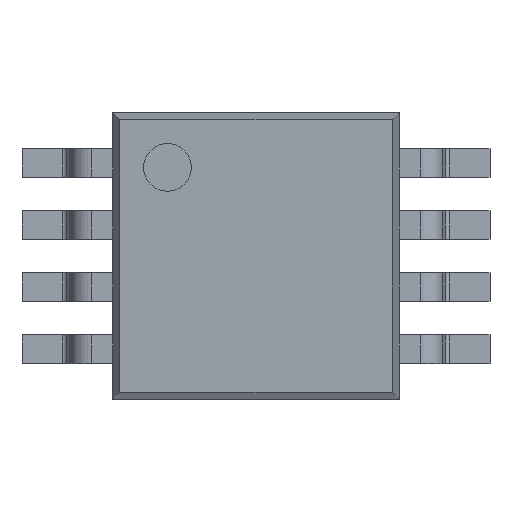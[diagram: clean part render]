
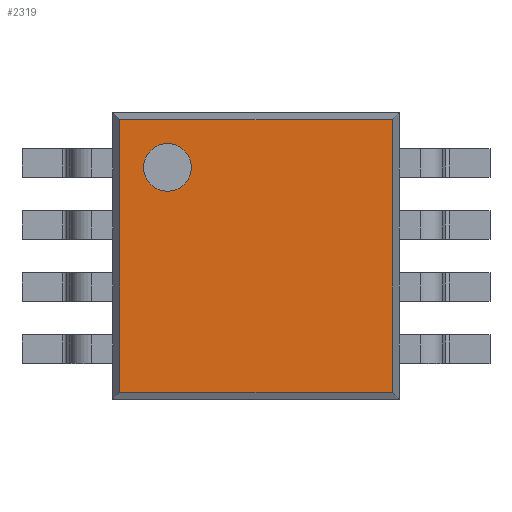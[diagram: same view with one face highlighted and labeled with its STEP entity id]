
A CAD part, top view. The second image highlights one B-rep face of the part: STEP entity #2319.
In plain terms, the highlighted planar face has unit normal (0, 0, 1).
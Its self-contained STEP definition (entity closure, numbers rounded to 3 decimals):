
#27=VECTOR('',#28,1.);
#28=DIRECTION('',(0.,-1.,0.));
#84=VECTOR('',#85,1.);
#85=DIRECTION('',(-1.,0.,0.));
#91=VECTOR('',#92,1.);
#92=DIRECTION('',(0.,1.,0.));
#96=VECTOR('',#97,1.);
#97=DIRECTION('',(1.,0.,0.));
#122=DIRECTION('',(0.,0.,-1.));
#123=DIRECTION('',(0.707,-0.707,0.));
#1324=VERTEX_POINT('',#1325);
#1325=CARTESIAN_POINT('',(1.427,1.427,0.96));
#1327=ORIENTED_EDGE('',*,*,#1328,.F.);
#1328=EDGE_CURVE('',#1329,#1324,#1331,.T.);
#1329=VERTEX_POINT('',#1330);
#1330=CARTESIAN_POINT('',(1.427,-1.427,0.96));
#1331=LINE('',#1330,#91);
#1342=VERTEX_POINT('',#1343);
#1343=CARTESIAN_POINT('',(-1.427,1.427,0.96));
#1345=ORIENTED_EDGE('',*,*,#1346,.F.);
#1346=EDGE_CURVE('',#1324,#1342,#1347,.T.);
#1347=LINE('',#1325,#84);
#1368=VERTEX_POINT('',#1369);
#1369=CARTESIAN_POINT('',(-1.427,-1.427,0.96));
#1371=ORIENTED_EDGE('',*,*,#1372,.F.);
#1372=EDGE_CURVE('',#1342,#1368,#1373,.T.);
#1373=LINE('',#1343,#27);
#1731=ORIENTED_EDGE('',*,*,#1732,.F.);
#1732=EDGE_CURVE('',#1368,#1329,#1733,.T.);
#1733=LINE('',#1369,#96);
#2319=ADVANCED_FACE('',(#2320,#2322),#2332,.F.);
#2320=FACE_BOUND('',#2321,.F.);
#2321=EDGE_LOOP('',(#1371,#1345,#1327,#1731));
#2322=FACE_BOUND('',#2323,.F.);
#2323=EDGE_LOOP('',(#2324));
#2324=ORIENTED_EDGE('',*,*,#2325,.F.);
#2325=EDGE_CURVE('',#2326,#2326,#2328,.T.);
#2326=VERTEX_POINT('',#2327);
#2327=CARTESIAN_POINT('',(-0.927,0.677,0.96));
#2328=CIRCLE('',#2329,0.25);
#2329=AXIS2_PLACEMENT_3D('',#2330,#2331,#28);
#2330=CARTESIAN_POINT('',(-0.927,0.927,0.96));
#2331=DIRECTION('',(0.,-0.,-1.));
#2332=PLANE('',#2333);
#2333=AXIS2_PLACEMENT_3D('',#1343,#122,#123);
